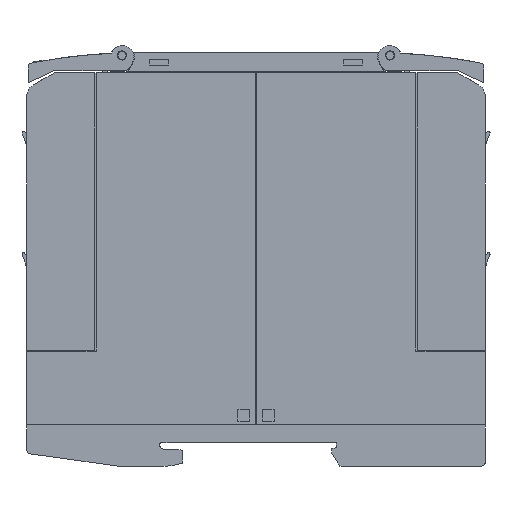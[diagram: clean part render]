
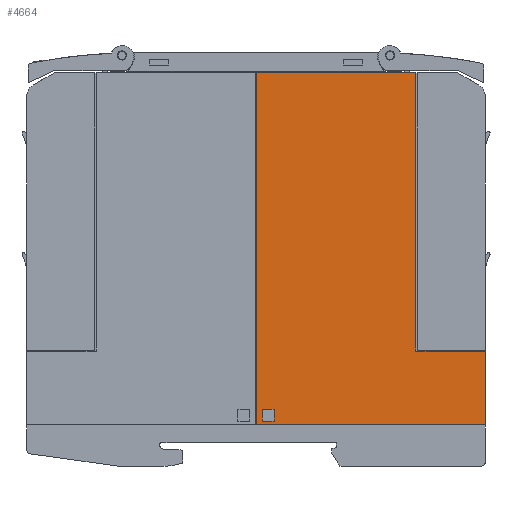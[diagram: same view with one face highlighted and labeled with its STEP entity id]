
A CAD part, left-side view. The second image highlights one B-rep face of the part: STEP entity #4664.
In plain terms, the highlighted planar face has unit normal (-1, 0, 0).
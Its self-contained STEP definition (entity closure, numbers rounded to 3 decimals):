
#4664=ADVANCED_FACE('',(#9488,#9489),#9490,.T.);
#9488=FACE_BOUND('',#14379,.T.);
#9489=FACE_OUTER_BOUND('',#14380,.T.);
#9490=PLANE('',#14381);
#14379=EDGE_LOOP('',(#29316,#29317,#29318,#29319));
#14380=EDGE_LOOP('',(#29320,#29321,#29322,#29323,#29324,#29325));
#14381=AXIS2_PLACEMENT_3D('',#29326,#29327,#29328);
#29316=ORIENTED_EDGE('',*,*,#35821,.T.);
#29317=ORIENTED_EDGE('',*,*,#35797,.T.);
#29318=ORIENTED_EDGE('',*,*,#35805,.T.);
#29319=ORIENTED_EDGE('',*,*,#35818,.T.);
#29320=ORIENTED_EDGE('',*,*,#30534,.T.);
#29321=ORIENTED_EDGE('',*,*,#35823,.T.);
#29322=ORIENTED_EDGE('',*,*,#35831,.T.);
#29323=ORIENTED_EDGE('',*,*,#35811,.F.);
#29324=ORIENTED_EDGE('',*,*,#35832,.T.);
#29325=ORIENTED_EDGE('',*,*,#35827,.T.);
#29326=CARTESIAN_POINT('',(0.0,25.98,9.001));
#29327=DIRECTION('',(-1.0,0.0,0.0));
#29328=DIRECTION('',(0.0,-1.0,0.0));
#30534=EDGE_CURVE('',#36952,#36956,#36958,.T.);
#35797=EDGE_CURVE('',#44775,#44773,#44776,.T.);
#35805=EDGE_CURVE('',#44773,#44784,#44786,.T.);
#35811=EDGE_CURVE('',#44795,#44797,#44798,.T.);
#35818=EDGE_CURVE('',#44784,#44807,#44809,.T.);
#35821=EDGE_CURVE('',#44807,#44775,#44812,.T.);
#35823=EDGE_CURVE('',#36956,#44814,#44815,.T.);
#35827=EDGE_CURVE('',#44820,#36952,#44821,.T.);
#35831=EDGE_CURVE('',#44814,#44797,#44826,.T.);
#35832=EDGE_CURVE('',#44795,#44820,#44827,.T.);
#36952=VERTEX_POINT('',#46537);
#36956=VERTEX_POINT('',#46543);
#36958=LINE('',#46546,#46547);
#44773=VERTEX_POINT('',#58281);
#44775=VERTEX_POINT('',#58284);
#44776=LINE('',#58285,#58286);
#44784=VERTEX_POINT('',#58298);
#44786=LINE('',#58301,#58302);
#44795=VERTEX_POINT('',#58314);
#44797=VERTEX_POINT('',#58317);
#44798=LINE('',#58318,#58319);
#44807=VERTEX_POINT('',#58332);
#44809=LINE('',#58335,#58336);
#44812=LINE('',#58340,#58341);
#44814=VERTEX_POINT('',#58343);
#44815=LINE('',#58344,#58345);
#44820=VERTEX_POINT('',#58352);
#44821=LINE('',#58353,#58354);
#44826=LINE('',#58361,#58362);
#44827=LINE('',#58363,#58364);
#46537=CARTESIAN_POINT('',(0.0,1.03,25.101));
#46543=CARTESIAN_POINT('',(0.0,16.13,25.101));
#46546=CARTESIAN_POINT('',(0.0,17.255,25.101));
#46547=VECTOR('',#59397,1.0);
#58281=CARTESIAN_POINT('',(0.0,47.03,12.401));
#58284=CARTESIAN_POINT('',(0.0,49.63,12.401));
#58285=CARTESIAN_POINT('',(0.0,37.155,12.401));
#58286=VECTOR('',#64186,1.0);
#58298=CARTESIAN_POINT('',(0.0,47.03,9.801));
#58301=CARTESIAN_POINT('',(0.0,47.03,10.051));
#58302=VECTOR('',#64192,1.0);
#58314=CARTESIAN_POINT('',(0.0,50.93,9.001));
#58317=CARTESIAN_POINT('',(0.0,50.93,85.801));
#58318=CARTESIAN_POINT('',(0.0,50.93,9.001));
#58319=VECTOR('',#64197,1.0);
#58332=CARTESIAN_POINT('',(0.0,49.63,9.801));
#58335=CARTESIAN_POINT('',(0.0,37.155,9.801));
#58336=VECTOR('',#64203,1.0);
#58340=CARTESIAN_POINT('',(0.0,49.63,10.051));
#58341=VECTOR('',#64205,1.0);
#58343=CARTESIAN_POINT('',(0.0,16.13,85.801));
#58344=CARTESIAN_POINT('',(0.0,16.13,32.226));
#58345=VECTOR('',#64206,1.0);
#58352=CARTESIAN_POINT('',(0.0,1.03,9.001));
#58353=CARTESIAN_POINT('',(0.0,1.03,9.001));
#58354=VECTOR('',#64209,1.0);
#58361=CARTESIAN_POINT('',(0.0,50.93,85.801));
#58362=VECTOR('',#64212,1.0);
#58363=CARTESIAN_POINT('',(0.0,50.93,9.001));
#58364=VECTOR('',#64213,1.0);
#59397=DIRECTION('',(0.0,1.0,-0.0));
#64186=DIRECTION('',(-0.0,-1.0,-0.0));
#64192=DIRECTION('',(-0.0,-0.0,-1.0));
#64197=DIRECTION('',(0.0,0.0,1.0));
#64203=DIRECTION('',(0.0,1.0,-0.0));
#64205=DIRECTION('',(0.0,0.0,1.0));
#64206=DIRECTION('',(0.0,0.0,1.0));
#64209=DIRECTION('',(0.0,0.0,1.0));
#64212=DIRECTION('',(0.0,1.0,-0.0));
#64213=DIRECTION('',(0.0,-1.0,0.0));
